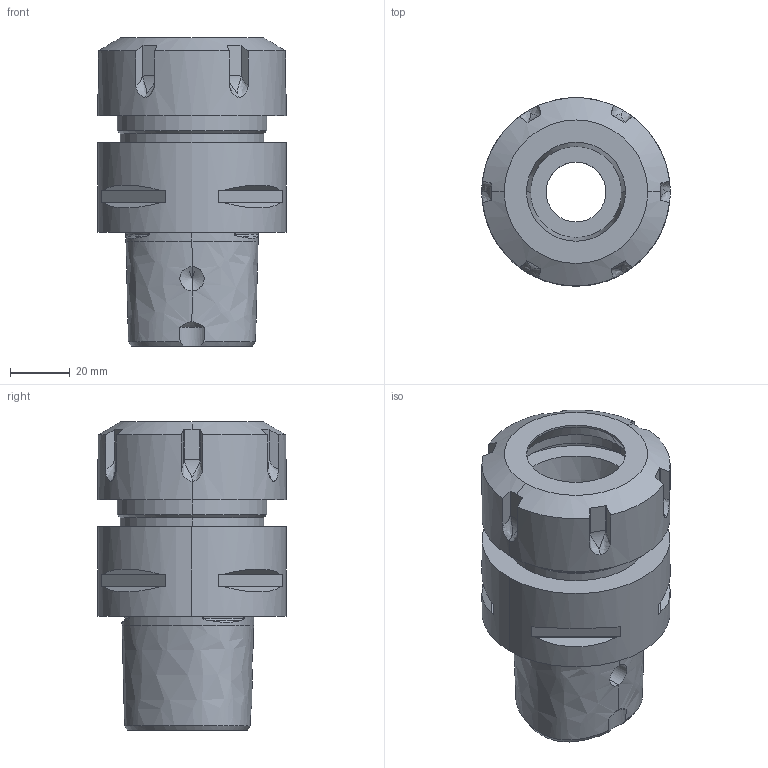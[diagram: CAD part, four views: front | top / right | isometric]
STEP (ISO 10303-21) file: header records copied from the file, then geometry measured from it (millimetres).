
FILE_DESCRIPTION (( 'STEP AP203' ), '1' );
FILE_NAME ('STP-143.122.40.065.STEP', '2017-01-19T04:00:49', ( 'user' ), ( '' ), 'SwSTEP 2.0', 'SolidWorks 2015', '' );
FILE_SCHEMA (( 'CONFIG_CONTROL_DESIGN' ));
Length unit declared in the file: millimetre
Products named in the file (1): STP-143.122.40.065
Bounding box: 63 x 63 x 103 mm (x, y, z)
Volume: 154332.7 mm3; surface area: 38067.6 mm2
Topology: 1 solids, 1 shells, 148 faces, 360 edges, 225 vertices
Faces by surface type: plane 52, cylinder 47, cone 22, bspline 18, torus 9
Entity records: 7915 total; most frequent: CARTESIAN_POINT 4645, ORIENTED_EDGE 716, DIRECTION 588, EDGE_CURVE 358, AXIS2_PLACEMENT_3D 238, VERTEX_POINT 225, EDGE_LOOP 165, ADVANCED_FACE 148
